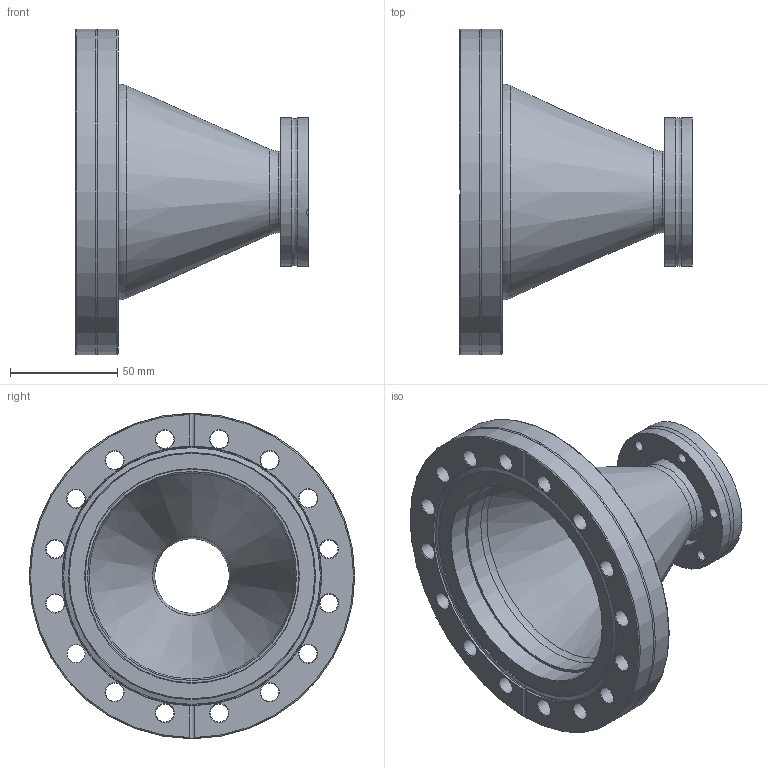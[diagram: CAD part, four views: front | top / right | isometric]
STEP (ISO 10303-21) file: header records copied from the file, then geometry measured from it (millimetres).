
FILE_DESCRIPTION (( 'STEP AP214' ), '1' );
FILE_NAME ('RC1CF10040RFULLVAC.STEP', '2025-01-21T13:54:03', ( '' ), ( '' ), 'SwSTEP 2.0', 'SolidWorks 2017', '' );
FILE_SCHEMA (( 'AUTOMOTIVE_DESIGN' ));
Length unit declared in the file: millimetre
Products named in the file (5): RC1CF10040RFULLVAC; ADAPTBROT40_45;6.6;M6; RC10040-90; CF40R_45;6.6;M6; CF100
Assembly tree (4 placements, depth 2):
  RC1CF10040RFULLVAC
    RC10040-90
    ADAPTBROT40_45;6.6;M6
    CF40R_45;6.6;M6
    CF100
Bounding box: 108.55 x 151.6 x 151.6 mm (x, y, z)
Volume: 238725.6 mm3; surface area: 96525.7 mm2
Topology: 4 solids, 4 shells, 124 faces, 305 edges, 186 vertices
Faces by surface type: cone 51, cylinder 41, torus 15, plane 13, bspline 4
Full cylindrical faces by diameter (mm): 5 x6, 8.43 x16, 34.8 x1, 36.6 x1, 38.1 x2, 45.21 x2, 48.31 x1, 69.5 x2, 97.4 x1, 99.6 x1, 100.7 x1, 101.85 x1, 120.65 x1, 151.6 x2
Entity records: 3983 total; most frequent: CARTESIAN_POINT 1289, DIRECTION 556, ORIENTED_EDGE 356, AXIS2_PLACEMENT_3D 275, EDGE_LOOP 275, EDGE_CURVE 178, FACE_OUTER_BOUND 177, VERTEX_POINT 161
